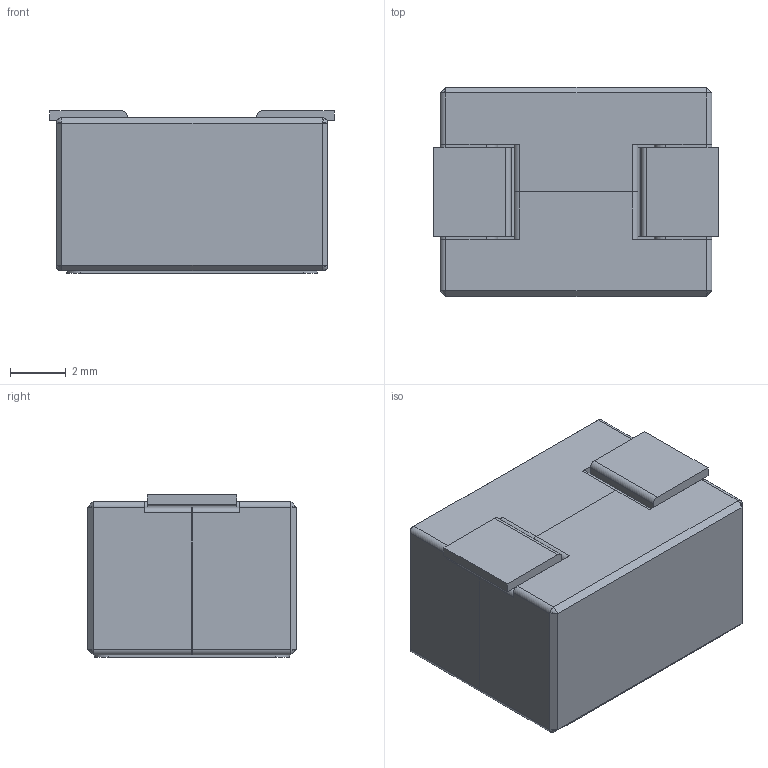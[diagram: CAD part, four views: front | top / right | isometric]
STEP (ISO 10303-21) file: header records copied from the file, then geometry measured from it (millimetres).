
FILE_DESCRIPTION (( 'STEP AP203' ), '1' );
FILE_NAME ('FP1006V2-R.STEP', '2020-01-07T09:20:55', ( '' ), ( '' ), 'SwSTEP 2.0', 'SolidWorks 2016', '' );
FILE_SCHEMA (( 'CONFIG_CONTROL_DESIGN' ));
Length unit declared in the file: millimetre
Products named in the file (4): Label for FP1006V2-R; 53134900A; 11150900A; FP1006V2-R
Assembly tree (4 placements, depth 2):
  FP1006V2-R
    11150900A  x2
    53134900A
    Label for FP1006V2-R
Bounding box: 10.2 x 7.5 x 5.83 mm (x, y, z)
Volume: 396.6 mm3; surface area: 767.7 mm2
Topology: 4 solids, 4 shells, 108 faces, 284 edges, 176 vertices
Faces by surface type: plane 60, cylinder 40, cone 8
Entity records: 2566 total; most frequent: DIRECTION 386, CARTESIAN_POINT 373, ORIENTED_EDGE 360, EDGE_CURVE 180, AXIS2_PLACEMENT_3D 129, VECTOR 128, LINE 128, VERTEX_POINT 116
